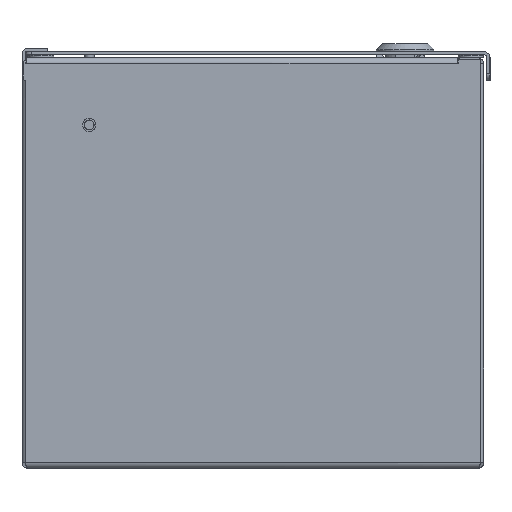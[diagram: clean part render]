
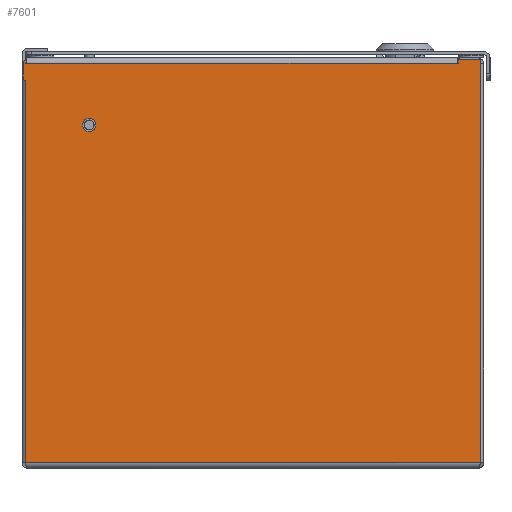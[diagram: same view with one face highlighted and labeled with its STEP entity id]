
A CAD part, left-side view. The second image highlights one B-rep face of the part: STEP entity #7601.
In plain terms, the highlighted planar face has unit normal (-1, 0, 0).
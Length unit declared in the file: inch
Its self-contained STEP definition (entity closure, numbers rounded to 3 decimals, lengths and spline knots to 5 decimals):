
#136 = CARTESIAN_POINT ( 'NONE',  ( -6., 4.47, 7.92 ) ) ;
#140 = VERTEX_POINT ( 'NONE', #39500 ) ;
#1198 = VECTOR ( 'NONE', #19083, 39.37008 ) ;
#1804 = LINE ( 'NONE', #10899, #30187 ) ;
#1813 = DIRECTION ( 'NONE',  ( 0., 0., 1. ) ) ;
#2144 = LINE ( 'NONE', #38641, #21840 ) ;
#2790 = VERTEX_POINT ( 'NONE', #5818 ) ;
#2864 = EDGE_CURVE ( 'NONE', #2790, #42413, #3188, .T. ) ;
#3188 = CIRCLE ( 'NONE', #6630, 0.02 ) ;
#3221 = CARTESIAN_POINT ( 'NONE',  ( -6., -4.00877, 7.95 ) ) ;
#3245 = VECTOR ( 'NONE', #4906, 39.37008 ) ;
#3252 = EDGE_CURVE ( 'NONE', #8889, #12313, #17696, .T. ) ;
#3316 = CARTESIAN_POINT ( 'NONE',  ( -6., 4.45, 7.585 ) ) ;
#3422 = CARTESIAN_POINT ( 'NONE',  ( -6., -4.02877, 7.95 ) ) ;
#3425 = CARTESIAN_POINT ( 'NONE',  ( -6., 4.47, 7.585 ) ) ;
#3427 = VERTEX_POINT ( 'NONE', #29954 ) ;
#3503 = VERTEX_POINT ( 'NONE', #3425 ) ;
#3526 = EDGE_CURVE ( 'NONE', #12313, #37175, #8140, .T. ) ;
#3857 = CARTESIAN_POINT ( 'NONE',  ( -6., 4.41, 7.888 ) ) ;
#4099 = EDGE_CURVE ( 'NONE', #9401, #28112, #31600, .T. ) ;
#4209 = VECTOR ( 'NONE', #19852, 39.37008 ) ;
#4337 = VECTOR ( 'NONE', #8006, 39.37008 ) ;
#4410 = CARTESIAN_POINT ( 'NONE',  ( -6., 4.4256, 7.888 ) ) ;
#4906 = DIRECTION ( 'NONE',  ( 0., -1., 0. ) ) ;
#5438 = EDGE_CURVE ( 'NONE', #2790, #30817, #28711, .T. ) ;
#5565 = FACE_BOUND ( 'NONE', #42651, .T. ) ;
#5604 = DIRECTION ( 'NONE',  ( 0., 1., 0. ) ) ;
#5617 = VERTEX_POINT ( 'NONE', #3221 ) ;
#5816 = DIRECTION ( 'NONE',  ( 0., 1., 0. ) ) ;
#5818 = CARTESIAN_POINT ( 'NONE',  ( -6., -4.42, 7.97 ) ) ;
#6630 = AXIS2_PLACEMENT_3D ( 'NONE', #33437, #33233, #12951 ) ;
#7393 = EDGE_LOOP ( 'NONE', ( #30876, #41907, #27032, #33728, #30455, #21029, #21986, #26852, #23564, #14474, #26874, #16638, #10218, #31581, #29616, #28114, #23775 ) ) ;
#7576 = VERTEX_POINT ( 'NONE', #3857 ) ;
#7601 = ADVANCED_FACE ( 'NONE', ( #5565, #27819 ), #34724, .T. ) ;
#8006 = DIRECTION ( 'NONE',  ( 0., 0.174, -0.985 ) ) ;
#8140 = LINE ( 'NONE', #40767, #3245 ) ;
#8204 = DIRECTION ( 'NONE',  ( 0., 1., 0. ) ) ;
#8844 = CIRCLE ( 'NONE', #39899, 0.09655 ) ;
#8889 = VERTEX_POINT ( 'NONE', #136 ) ;
#9401 = VERTEX_POINT ( 'NONE', #21979 ) ;
#10133 = EDGE_CURVE ( 'NONE', #39477, #3427, #17723, .T. ) ;
#10218 = ORIENTED_EDGE ( 'NONE', *, *, #4099, .F. ) ;
#10336 = CARTESIAN_POINT ( 'NONE',  ( -6., -4.44, 7.95 ) ) ;
#10574 = CARTESIAN_POINT ( 'NONE',  ( -6., 4.45, 7.94 ) ) ;
#10799 = AXIS2_PLACEMENT_3D ( 'NONE', #42094, #22865, #22004 ) ;
#10899 = CARTESIAN_POINT ( 'NONE',  ( -6., 4.41782, 7.888 ) ) ;
#11029 = EDGE_CURVE ( 'NONE', #39477, #5617, #39096, .T. ) ;
#11503 = DIRECTION ( 'NONE',  ( 0., 0., -1. ) ) ;
#12313 = VERTEX_POINT ( 'NONE', #10574 ) ;
#12951 = DIRECTION ( 'NONE',  ( 0., 0., 1. ) ) ;
#13668 = DIRECTION ( 'NONE',  ( 0., 0., 1. ) ) ;
#14115 = CARTESIAN_POINT ( 'NONE',  ( -6., -4.02877, 7.97 ) ) ;
#14466 = LINE ( 'NONE', #17493, #37137 ) ;
#14474 = ORIENTED_EDGE ( 'NONE', *, *, #3252, .F. ) ;
#14664 = EDGE_CURVE ( 'NONE', #37175, #24116, #42333, .T. ) ;
#15231 = CARTESIAN_POINT ( 'NONE',  ( -6., -4.44, 0. ) ) ;
#15445 = EDGE_CURVE ( 'NONE', #35416, #42413, #21918, .T. ) ;
#15754 = CARTESIAN_POINT ( 'NONE',  ( -6., -3.984, 7.888 ) ) ;
#16187 = CARTESIAN_POINT ( 'NONE',  ( -6., 4.43018, 7.914 ) ) ;
#16201 = DIRECTION ( 'NONE',  ( 0., 0., 1. ) ) ;
#16233 = EDGE_CURVE ( 'NONE', #25366, #25366, #8844, .T. ) ;
#16497 = DIRECTION ( 'NONE',  ( 1., 0., 0. ) ) ;
#16638 = ORIENTED_EDGE ( 'NONE', *, *, #37821, .F. ) ;
#17370 = AXIS2_PLACEMENT_3D ( 'NONE', #3422, #36032, #32360 ) ;
#17493 = CARTESIAN_POINT ( 'NONE',  ( -6., 4.47, 0. ) ) ;
#17696 = CIRCLE ( 'NONE', #10799, 0.02 ) ;
#17723 = LINE ( 'NONE', #36955, #4337 ) ;
#18515 = CARTESIAN_POINT ( 'NONE',  ( -6., 4.5, 0. ) ) ;
#19083 = DIRECTION ( 'NONE',  ( 0., 1., 0. ) ) ;
#19852 = DIRECTION ( 'NONE',  ( 0., -0.174, -0.985 ) ) ;
#19984 = EDGE_CURVE ( 'NONE', #5617, #30817, #31125, .T. ) ;
#20825 = VECTOR ( 'NONE', #28403, 39.37008 ) ;
#21029 = ORIENTED_EDGE ( 'NONE', *, *, #22778, .T. ) ;
#21840 = VECTOR ( 'NONE', #5604, 39.37008 ) ;
#21918 = LINE ( 'NONE', #15231, #20825 ) ;
#21970 = DIRECTION ( 'NONE',  ( -1., 0., 0. ) ) ;
#21979 = CARTESIAN_POINT ( 'NONE',  ( -6., 4.44, 7.565 ) ) ;
#21986 = ORIENTED_EDGE ( 'NONE', *, *, #37490, .F. ) ;
#22004 = DIRECTION ( 'NONE',  ( 0., 0., 1. ) ) ;
#22778 = EDGE_CURVE ( 'NONE', #42186, #7576, #2144, .T. ) ;
#22865 = DIRECTION ( 'NONE',  ( 1., 0., 0. ) ) ;
#23564 = ORIENTED_EDGE ( 'NONE', *, *, #3526, .F. ) ;
#23775 = ORIENTED_EDGE ( 'NONE', *, *, #2864, .F. ) ;
#24077 = DIRECTION ( 'NONE',  ( 0., -1., 0. ) ) ;
#24116 = VERTEX_POINT ( 'NONE', #4410 ) ;
#24208 = CARTESIAN_POINT ( 'NONE',  ( -6., -3.99182, 7.888 ) ) ;
#24723 = DIRECTION ( 'NONE',  ( 1., 0., 0. ) ) ;
#25186 = CARTESIAN_POINT ( 'NONE',  ( -6., 4.43477, 7.94 ) ) ;
#25366 = VERTEX_POINT ( 'NONE', #29247 ) ;
#25871 = VECTOR ( 'NONE', #34094, 39.37008 ) ;
#26552 = ORIENTED_EDGE ( 'NONE', *, *, #16233, .T. ) ;
#26852 = ORIENTED_EDGE ( 'NONE', *, *, #14664, .F. ) ;
#26874 = ORIENTED_EDGE ( 'NONE', *, *, #38122, .T. ) ;
#27032 = ORIENTED_EDGE ( 'NONE', *, *, #11029, .F. ) ;
#27197 = LINE ( 'NONE', #27635, #25871 ) ;
#27496 = LINE ( 'NONE', #27917, #40054 ) ;
#27635 = CARTESIAN_POINT ( 'NONE',  ( -6., 4.5, 0.112 ) ) ;
#27819 = FACE_OUTER_BOUND ( 'NONE', #7393, .T. ) ;
#27917 = CARTESIAN_POINT ( 'NONE',  ( -6., 4.44, 0. ) ) ;
#28112 = VERTEX_POINT ( 'NONE', #34541 ) ;
#28114 = ORIENTED_EDGE ( 'NONE', *, *, #15445, .T. ) ;
#28230 = VECTOR ( 'NONE', #8204, 39.37008 ) ;
#28277 = DIRECTION ( 'NONE',  ( 0., 0., -1. ) ) ;
#28403 = DIRECTION ( 'NONE',  ( 0., 0., 1. ) ) ;
#28711 = LINE ( 'NONE', #38649, #34996 ) ;
#29117 = CARTESIAN_POINT ( 'NONE',  ( -6., -4.44, 0.112 ) ) ;
#29166 = CARTESIAN_POINT ( 'NONE',  ( -6., -4.00877, 7.955 ) ) ;
#29247 = CARTESIAN_POINT ( 'NONE',  ( -6., 3.19, 6.78655 ) ) ;
#29616 = ORIENTED_EDGE ( 'NONE', *, *, #32861, .F. ) ;
#29954 = CARTESIAN_POINT ( 'NONE',  ( -6., -3.9996, 7.888 ) ) ;
#30187 = VECTOR ( 'NONE', #24077, 39.37008 ) ;
#30455 = ORIENTED_EDGE ( 'NONE', *, *, #39042, .T. ) ;
#30817 = VERTEX_POINT ( 'NONE', #14115 ) ;
#30876 = ORIENTED_EDGE ( 'NONE', *, *, #5438, .T. ) ;
#31045 = DIRECTION ( 'NONE',  ( 0., 0., 1. ) ) ;
#31125 = CIRCLE ( 'NONE', #17370, 0.02 ) ;
#31581 = ORIENTED_EDGE ( 'NONE', *, *, #40223, .T. ) ;
#31600 = LINE ( 'NONE', #41553, #1198 ) ;
#32360 = DIRECTION ( 'NONE',  ( 0., 0., 1. ) ) ;
#32861 = EDGE_CURVE ( 'NONE', #35416, #140, #27197, .T. ) ;
#33233 = DIRECTION ( 'NONE',  ( 1., 0., 0. ) ) ;
#33437 = CARTESIAN_POINT ( 'NONE',  ( -6., -4.42, 7.95 ) ) ;
#33728 = ORIENTED_EDGE ( 'NONE', *, *, #10133, .T. ) ;
#34094 = DIRECTION ( 'NONE',  ( 0., 1., 0. ) ) ;
#34541 = CARTESIAN_POINT ( 'NONE',  ( -6., 4.45, 7.565 ) ) ;
#34724 = PLANE ( 'NONE',  #40052 ) ;
#34996 = VECTOR ( 'NONE', #5816, 39.37008 ) ;
#35416 = VERTEX_POINT ( 'NONE', #29117 ) ;
#36032 = DIRECTION ( 'NONE',  ( 1., 0., 0. ) ) ;
#36463 = CIRCLE ( 'NONE', #39210, 0.02 ) ;
#36955 = CARTESIAN_POINT ( 'NONE',  ( -6., -4.00418, 7.914 ) ) ;
#37137 = VECTOR ( 'NONE', #28277, 39.37008 ) ;
#37175 = VERTEX_POINT ( 'NONE', #25186 ) ;
#37490 = EDGE_CURVE ( 'NONE', #24116, #7576, #1804, .T. ) ;
#37735 = CARTESIAN_POINT ( 'NONE',  ( -6., -4.00877, 7.94 ) ) ;
#37821 = EDGE_CURVE ( 'NONE', #28112, #3503, #36463, .T. ) ;
#38122 = EDGE_CURVE ( 'NONE', #8889, #3503, #14466, .T. ) ;
#38641 = CARTESIAN_POINT ( 'NONE',  ( -6., 4.5, 7.888 ) ) ;
#38649 = CARTESIAN_POINT ( 'NONE',  ( -6., 4.5, 7.97 ) ) ;
#39042 = EDGE_CURVE ( 'NONE', #3427, #42186, #41250, .T. ) ;
#39096 = LINE ( 'NONE', #29166, #39553 ) ;
#39210 = AXIS2_PLACEMENT_3D ( 'NONE', #3316, #16497, #13668 ) ;
#39477 = VERTEX_POINT ( 'NONE', #37735 ) ;
#39500 = CARTESIAN_POINT ( 'NONE',  ( -6., 4.44, 0.112 ) ) ;
#39553 = VECTOR ( 'NONE', #16201, 39.37008 ) ;
#39899 = AXIS2_PLACEMENT_3D ( 'NONE', #41565, #24723, #1813 ) ;
#40052 = AXIS2_PLACEMENT_3D ( 'NONE', #18515, #21970, #31045 ) ;
#40054 = VECTOR ( 'NONE', #11503, 39.37008 ) ;
#40223 = EDGE_CURVE ( 'NONE', #9401, #140, #27496, .T. ) ;
#40767 = CARTESIAN_POINT ( 'NONE',  ( -6., 0., 7.94 ) ) ;
#41250 = LINE ( 'NONE', #24208, #28230 ) ;
#41553 = CARTESIAN_POINT ( 'NONE',  ( -6., 4.455, 7.565 ) ) ;
#41565 = CARTESIAN_POINT ( 'NONE',  ( -6., 3.19, 6.69 ) ) ;
#41907 = ORIENTED_EDGE ( 'NONE', *, *, #19984, .F. ) ;
#42094 = CARTESIAN_POINT ( 'NONE',  ( -6., 4.45, 7.92 ) ) ;
#42186 = VERTEX_POINT ( 'NONE', #15754 ) ;
#42333 = LINE ( 'NONE', #16187, #4209 ) ;
#42413 = VERTEX_POINT ( 'NONE', #10336 ) ;
#42651 = EDGE_LOOP ( 'NONE', ( #26552 ) ) ;
